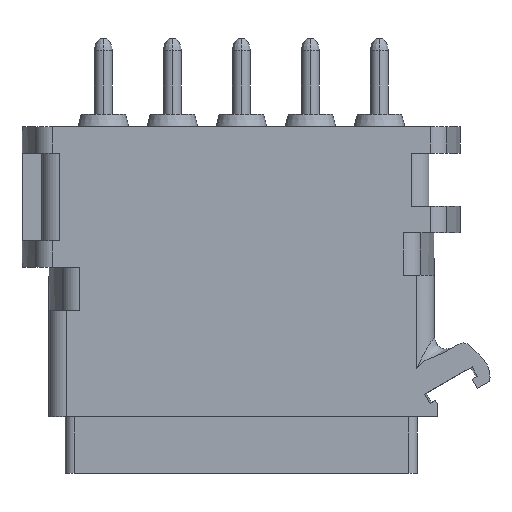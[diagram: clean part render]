
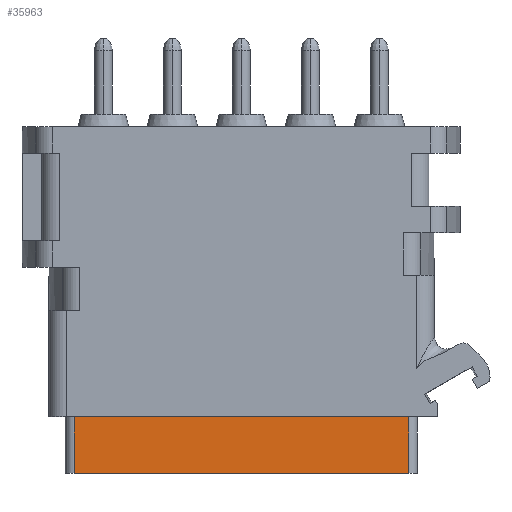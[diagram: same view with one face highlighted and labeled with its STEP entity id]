
A CAD part, front view. The second image highlights one B-rep face of the part: STEP entity #35963.
In plain terms, the highlighted planar face has unit normal (0, -1, 0).
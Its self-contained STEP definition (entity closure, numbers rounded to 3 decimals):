
#474=DIRECTION('',(-1.,0.,0.));
#475=VECTOR('',#474,18.9);
#476=CARTESIAN_POINT('',(9.45,-4.2,-8.45));
#477=LINE('',#476,#475);
#592=DIRECTION('',(0.,0.,1.));
#593=VECTOR('',#592,3.2);
#594=CARTESIAN_POINT('',(9.45,-4.2,-11.65));
#595=LINE('',#594,#593);
#596=DIRECTION('',(1.,0.,0.));
#597=VECTOR('',#596,18.9);
#598=CARTESIAN_POINT('',(-9.45,-4.2,-11.65));
#599=LINE('',#598,#597);
#600=DIRECTION('',(0.,0.,-1.));
#601=VECTOR('',#600,3.2);
#602=CARTESIAN_POINT('',(-9.45,-4.2,-8.45));
#603=LINE('',#602,#601);
#33072=CARTESIAN_POINT('',(-9.45,-4.2,-11.65));
#33074=VERTEX_POINT('',#33072);
#33077=CARTESIAN_POINT('',(9.45,-4.2,-11.65));
#33079=VERTEX_POINT('',#33077);
#35128=CARTESIAN_POINT('',(9.45,-4.2,-8.45));
#35129=CARTESIAN_POINT('',(-9.45,-4.2,-8.45));
#35130=VERTEX_POINT('',#35128);
#35131=VERTEX_POINT('',#35129);
#35950=CARTESIAN_POINT('',(0.,-4.2,-7.975));
#35951=DIRECTION('',(0.,-1.,0.));
#35952=DIRECTION('',(-1.,0.,0.));
#35953=AXIS2_PLACEMENT_3D('',#35950,#35951,#35952);
#35954=PLANE('',#35953);
#35955=ORIENTED_EDGE('',*,*,#35800,.F.);
#35957=ORIENTED_EDGE('',*,*,#35956,.F.);
#35959=ORIENTED_EDGE('',*,*,#35958,.F.);
#35960=ORIENTED_EDGE('',*,*,#35942,.F.);
#35961=EDGE_LOOP('',(#35955,#35957,#35959,#35960));
#35962=FACE_OUTER_BOUND('',#35961,.F.);
#35963=ADVANCED_FACE('',(#35962),#35954,.T.);
#35800=EDGE_CURVE('',#35130,#35131,#477,.T.);
#35942=EDGE_CURVE('',#35131,#33074,#603,.T.);
#35956=EDGE_CURVE('',#33079,#35130,#595,.T.);
#35958=EDGE_CURVE('',#33074,#33079,#599,.T.);
